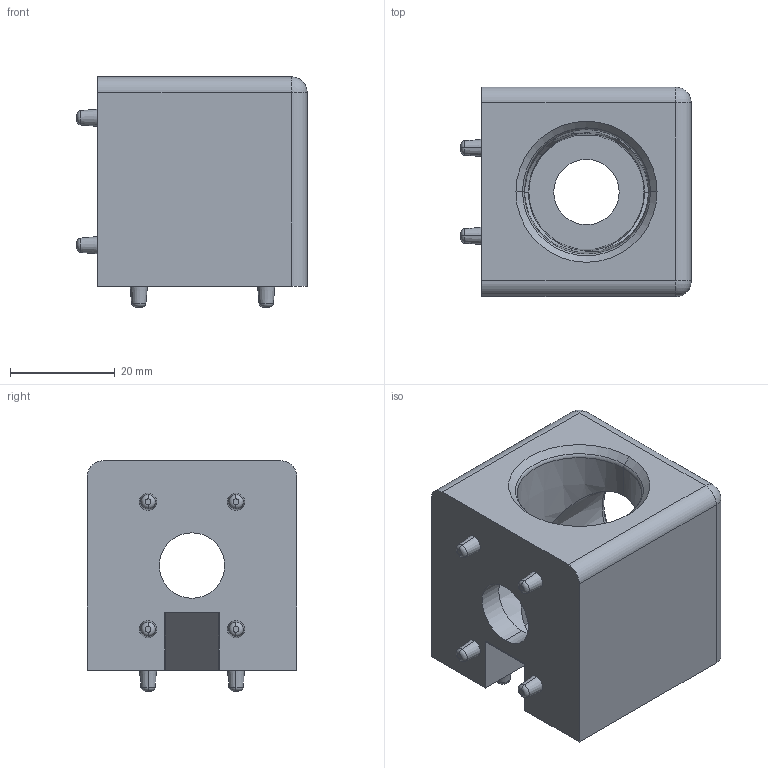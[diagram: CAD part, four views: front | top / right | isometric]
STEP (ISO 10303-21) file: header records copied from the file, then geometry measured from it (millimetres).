
FILE_DESCRIPTION (( 'STEP AP203' ), '1' );
FILE_NAME ('Accessories for aluminium profiles093WW407N10R.step', '2015-11-23T14:09:57', ( '' ), ( '' ), 'SwSTEP 2.0', 'SolidWorks 2015', '' );
FILE_SCHEMA (( 'CONFIG_CONTROL_DESIGN' ));
Length unit declared in the file: millimetre
Products named in the file (1): Accessories for aluminium profiles093WW407N10R
Bounding box: 44 x 40 x 44 mm (x, y, z)
Volume: 40383.2 mm3; surface area: 12267.7 mm2
Topology: 1 solids, 1 shells, 82 faces, 186 edges, 112 vertices
Faces by surface type: cone 28, torus 20, plane 19, cylinder 11, sphere 4
Entity records: 2612 total; most frequent: CARTESIAN_POINT 626, DIRECTION 450, ORIENTED_EDGE 368, AXIS2_PLACEMENT_3D 195, EDGE_CURVE 184, VERTEX_POINT 112, CIRCLE 112, EDGE_LOOP 96
